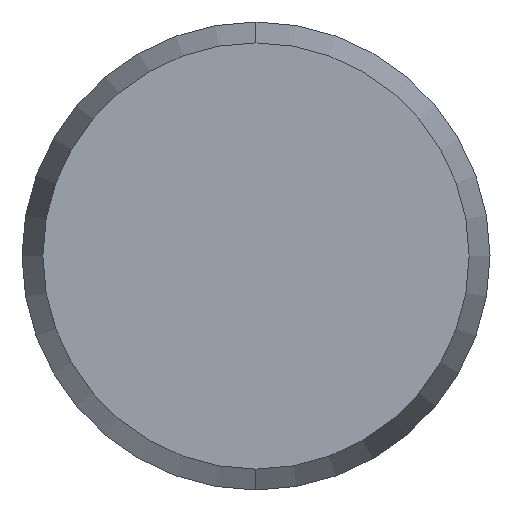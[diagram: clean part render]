
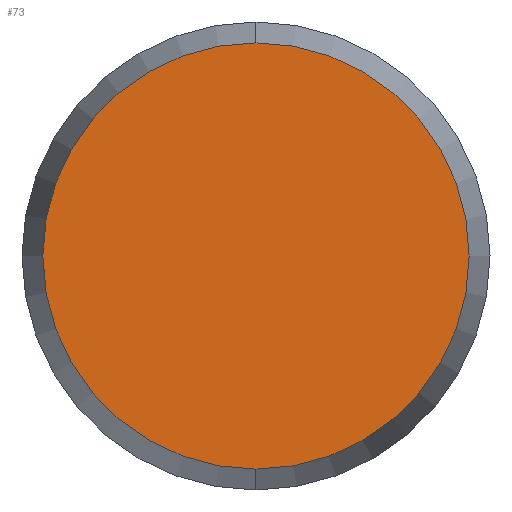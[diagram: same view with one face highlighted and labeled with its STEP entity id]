
A CAD part, left-side view. The second image highlights one B-rep face of the part: STEP entity #73.
In plain terms, the highlighted planar face has unit normal (-1, 0, 0).
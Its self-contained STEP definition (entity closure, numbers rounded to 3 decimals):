
#10 = EDGE_LOOP ( 'NONE', ( #42, #149 ) ) ;
#20 = CARTESIAN_POINT ( 'NONE',  ( -6., 0., 0. ) ) ;
#34 = AXIS2_PLACEMENT_3D ( 'NONE', #71, #146, #98 ) ;
#38 = DIRECTION ( 'NONE',  ( -1., 0., 0. ) ) ;
#42 = ORIENTED_EDGE ( 'NONE', *, *, #230, .T. ) ;
#46 = DIRECTION ( 'NONE',  ( 0., 0., 1. ) ) ;
#56 = CIRCLE ( 'NONE', #34, 1.366 ) ;
#71 = CARTESIAN_POINT ( 'NONE',  ( -6., 0., 0. ) ) ;
#73 = ADVANCED_FACE ( 'NONE', ( #217 ), #175, .T. ) ;
#80 = VERTEX_POINT ( 'NONE', #162 ) ;
#98 = DIRECTION ( 'NONE',  ( 0., 0., 1. ) ) ;
#106 = AXIS2_PLACEMENT_3D ( 'NONE', #200, #164, #46 ) ;
#146 = DIRECTION ( 'NONE',  ( -1., 0., 0. ) ) ;
#149 = ORIENTED_EDGE ( 'NONE', *, *, #196, .T. ) ;
#162 = CARTESIAN_POINT ( 'NONE',  ( -6., 0., -1.366 ) ) ;
#164 = DIRECTION ( 'NONE',  ( -1., 0., 0. ) ) ;
#167 = CIRCLE ( 'NONE', #106, 1.366 ) ;
#175 = PLANE ( 'NONE',  #178 ) ;
#178 = AXIS2_PLACEMENT_3D ( 'NONE', #20, #38, #216 ) ;
#186 = CARTESIAN_POINT ( 'NONE',  ( -6., 0., 1.366 ) ) ;
#196 = EDGE_CURVE ( 'NONE', #80, #235, #56, .T. ) ;
#200 = CARTESIAN_POINT ( 'NONE',  ( -6., 0., 0. ) ) ;
#216 = DIRECTION ( 'NONE',  ( 0., 0., 1. ) ) ;
#217 = FACE_OUTER_BOUND ( 'NONE', #10, .T. ) ;
#230 = EDGE_CURVE ( 'NONE', #235, #80, #167, .T. ) ;
#235 = VERTEX_POINT ( 'NONE', #186 ) ;
